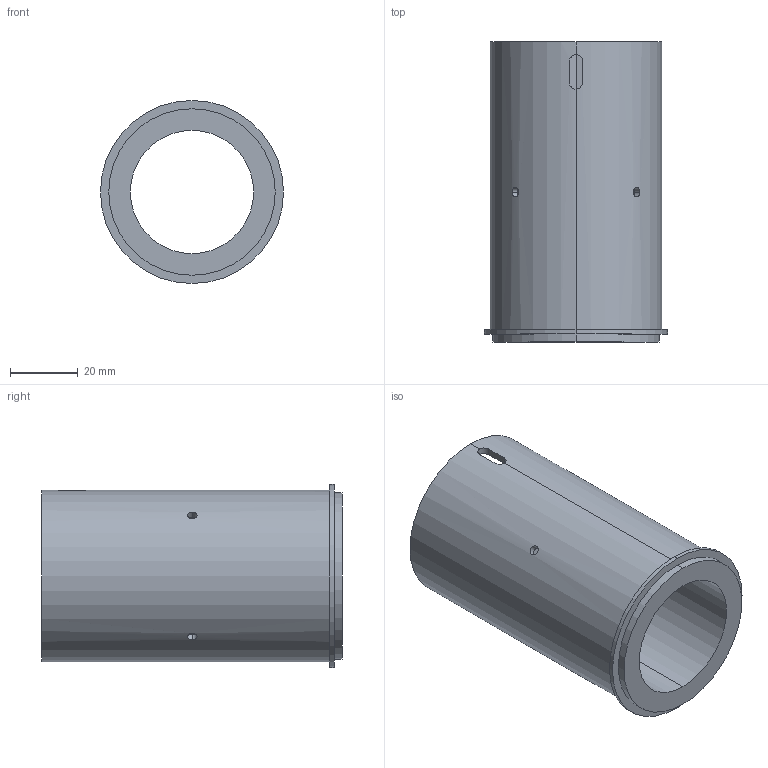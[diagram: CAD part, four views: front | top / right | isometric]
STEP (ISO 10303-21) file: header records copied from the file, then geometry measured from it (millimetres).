
FILE_DESCRIPTION (( 'STEP AP214' ), '1' );
FILE_NAME ('motor coupler.STEP', '2024-09-02T20:31:37', ( '' ), ( '' ), 'SwSTEP 2.0', 'SolidWorks 2024', '' );
FILE_SCHEMA (( 'AUTOMOTIVE_DESIGN' ));
Length unit declared in the file: inch
Products named in the file (1): motor coupler
Bounding box: 54.1 x 88.72 x 54.1 mm (x, y, z)
Volume: 47595.6 mm3; surface area: 28663 mm2
Topology: 1 solids, 1 shells, 27 faces, 72 edges, 48 vertices
Faces by surface type: cylinder 20, plane 7
Entity records: 1353 total; most frequent: CARTESIAN_POINT 652, ORIENTED_EDGE 144, DIRECTION 124, EDGE_CURVE 72, AXIS2_PLACEMENT_3D 48, VERTEX_POINT 48, EDGE_LOOP 40, VECTOR 28
